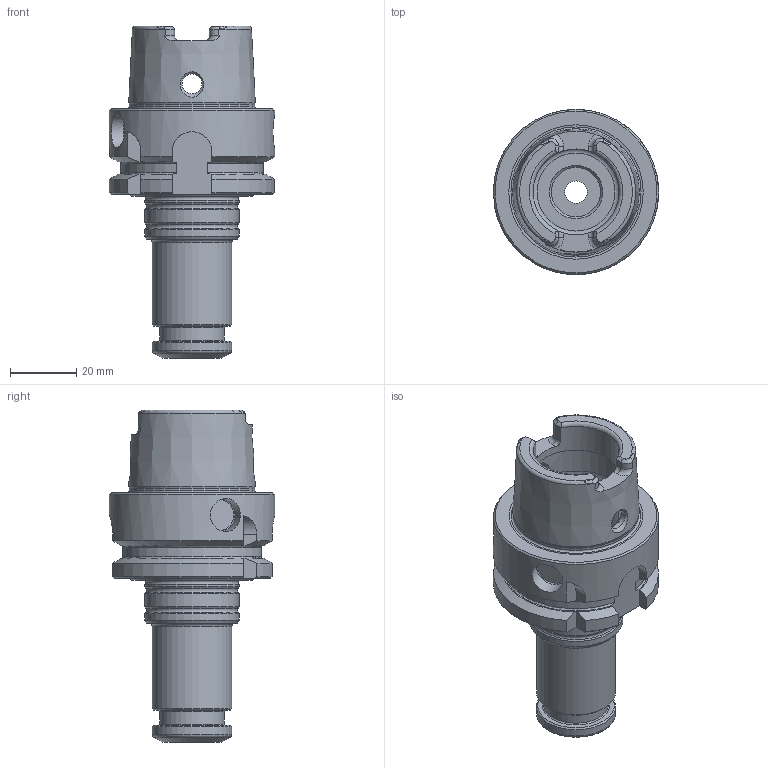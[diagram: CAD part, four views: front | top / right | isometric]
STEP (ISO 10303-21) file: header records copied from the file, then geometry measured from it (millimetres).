
FILE_DESCRIPTION(/* description */ (''),/* implementation_level */ '2;1');
FILE_NAME(/* name */ '455071540.stp',/* time_stamp */ '2021-01-08T12:25:03',/* author */ ('LRA'),/* organization */ ('REGO-FIX'),/* preprocessor_version */ ' Unknown',/* originating_system */ 'SIEMENS PLM Software Solid Edge ST10',/* authorization */ 'Unknown');
FILE_SCHEMA (('AUTOMOTIVE_DESIGN { 1 0 10303 214 2 1 1}'));
Length unit declared in the file: millimetre
Products named in the file (1): NOCUT
Bounding box: 50 x 50 x 100.5 mm (x, y, z)
Volume: 63911.3 mm3; surface area: 21445.1 mm2
Topology: 1 solids, 1 shells, 153 faces, 390 edges, 246 vertices
Faces by surface type: plane 51, cylinder 38, cone 36, torus 28
Full cylindrical faces by diameter (mm): 6 x2, 6.8 x1, 10 x2, 14.917 x1, 15 x1, 17 x1, 19.5 x1, 24 x2, 26 x2, 28.5 x3, 32 x1, 38.009 x1, 50 x1
Entity records: 5552 total; most frequent: CARTESIAN_POINT 1165, DIRECTION 672, ORIENTED_EDGE 624, EDGE_CURVE 312, AXIS2_PLACEMENT_3D 289, VERTEX_POINT 227, EDGE_LOOP 225, FACE_BOUND 225
